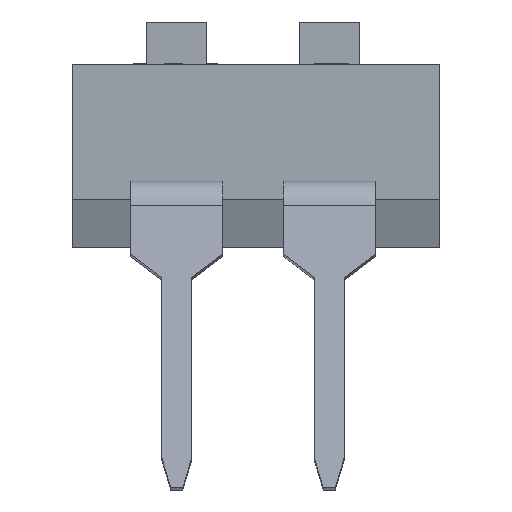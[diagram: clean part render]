
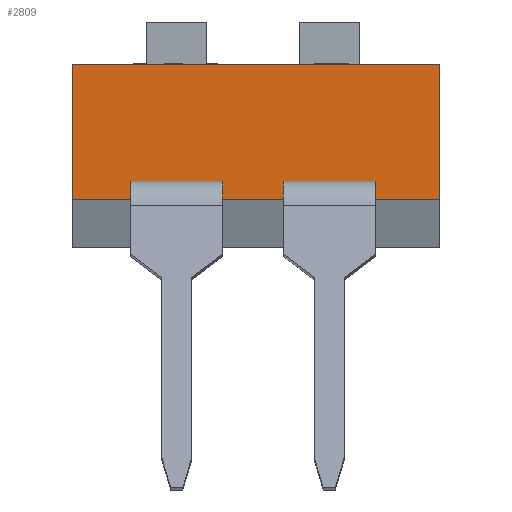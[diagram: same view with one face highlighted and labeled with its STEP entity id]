
A CAD part, front view. The second image highlights one B-rep face of the part: STEP entity #2809.
In plain terms, the highlighted planar face has unit normal (0, -1, 0).
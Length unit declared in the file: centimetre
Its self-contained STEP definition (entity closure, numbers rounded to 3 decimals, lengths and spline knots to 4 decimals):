
#24=FACE_BOUND('',#409,.T.);
#25=FACE_BOUND('',#410,.T.);
#252=FACE_OUTER_BOUND('',#408,.T.);
#408=EDGE_LOOP('',(#2524,#2525,#2526,#2527));
#409=EDGE_LOOP('',(#2528,#2529,#2530,#2531));
#410=EDGE_LOOP('',(#2532,#2533,#2534,#2535));
#430=LINE('',#3579,#762);
#436=LINE('',#3595,#768);
#442=LINE('',#3611,#774);
#452=LINE('',#3630,#784);
#468=LINE('',#3664,#800);
#474=LINE('',#3680,#806);
#480=LINE('',#3696,#812);
#490=LINE('',#3715,#822);
#709=LINE('',#4680,#1041);
#755=LINE('',#4775,#1087);
#758=LINE('',#4780,#1090);
#759=LINE('',#4781,#1091);
#762=VECTOR('',#2969,1.);
#768=VECTOR('',#2981,1.);
#774=VECTOR('',#2997,1.);
#784=VECTOR('',#3011,1.);
#800=VECTOR('',#3045,1.);
#806=VECTOR('',#3057,1.);
#812=VECTOR('',#3073,1.);
#822=VECTOR('',#3087,1.);
#1041=VECTOR('',#3474,1.);
#1087=VECTOR('',#3558,1.);
#1090=VECTOR('',#3565,1.);
#1091=VECTOR('',#3566,1.);
#1094=VERTEX_POINT('',#3577);
#1095=VERTEX_POINT('',#3578);
#1102=VERTEX_POINT('',#3594);
#1107=VERTEX_POINT('',#3610);
#1122=VERTEX_POINT('',#3662);
#1123=VERTEX_POINT('',#3663);
#1130=VERTEX_POINT('',#3679);
#1135=VERTEX_POINT('',#3695);
#1325=VERTEX_POINT('',#4674);
#1327=VERTEX_POINT('',#4678);
#1355=VERTEX_POINT('',#4769);
#1357=VERTEX_POINT('',#4773);
#1358=EDGE_CURVE('',#1094,#1095,#430,.T.);
#1366=EDGE_CURVE('',#1102,#1094,#436,.T.);
#1374=EDGE_CURVE('',#1095,#1107,#442,.T.);
#1384=EDGE_CURVE('',#1107,#1102,#452,.T.);
#1400=EDGE_CURVE('',#1122,#1123,#468,.T.);
#1408=EDGE_CURVE('',#1130,#1122,#474,.T.);
#1416=EDGE_CURVE('',#1123,#1135,#480,.T.);
#1426=EDGE_CURVE('',#1135,#1130,#490,.T.);
#1703=EDGE_CURVE('',#1325,#1327,#709,.T.);
#1749=EDGE_CURVE('',#1355,#1357,#755,.T.);
#1752=EDGE_CURVE('',#1357,#1325,#758,.T.);
#1753=EDGE_CURVE('',#1355,#1327,#759,.T.);
#2524=ORIENTED_EDGE('',*,*,#1749,.T.);
#2525=ORIENTED_EDGE('',*,*,#1752,.T.);
#2526=ORIENTED_EDGE('',*,*,#1703,.T.);
#2527=ORIENTED_EDGE('',*,*,#1753,.F.);
#2528=ORIENTED_EDGE('',*,*,#1366,.T.);
#2529=ORIENTED_EDGE('',*,*,#1358,.T.);
#2530=ORIENTED_EDGE('',*,*,#1374,.T.);
#2531=ORIENTED_EDGE('',*,*,#1384,.T.);
#2532=ORIENTED_EDGE('',*,*,#1408,.T.);
#2533=ORIENTED_EDGE('',*,*,#1400,.T.);
#2534=ORIENTED_EDGE('',*,*,#1416,.T.);
#2535=ORIENTED_EDGE('',*,*,#1426,.T.);
#2662=PLANE('',#2961);
#2809=ADVANCED_FACE('',(#252,#24,#25),#2662,.T.);
#2961=AXIS2_PLACEMENT_3D('',#4779,#3563,#3564);
#2969=DIRECTION('',(0.,0.,-1.));
#2981=DIRECTION('',(1.,0.,0.));
#2997=DIRECTION('',(-1.,0.,0.));
#3011=DIRECTION('',(0.,0.,1.));
#3045=DIRECTION('',(0.,0.,-1.));
#3057=DIRECTION('',(1.,0.,0.));
#3073=DIRECTION('',(-1.,0.,0.));
#3087=DIRECTION('',(0.,0.,1.));
#3474=DIRECTION('',(-1.,0.,0.));
#3558=DIRECTION('',(1.,0.,0.));
#3563=DIRECTION('center_axis',(0.,-1.,0.));
#3564=DIRECTION('ref_axis',(0.,0.,-1.));
#3565=DIRECTION('',(0.,0.,1.));
#3566=DIRECTION('',(0.,0.,1.));
#3577=CARTESIAN_POINT('',(0.199,-0.315,0.11));
#3578=CARTESIAN_POINT('',(0.199,-0.315,0.085));
#3579=CARTESIAN_POINT('',(0.199,-0.315,0.0572));
#3594=CARTESIAN_POINT('',(0.045,-0.315,0.11));
#3595=CARTESIAN_POINT('',(0.214,-0.315,0.11));
#3610=CARTESIAN_POINT('',(0.045,-0.315,0.085));
#3611=CARTESIAN_POINT('',(0.214,-0.315,0.085));
#3630=CARTESIAN_POINT('',(0.045,-0.315,0.055));
#3662=CARTESIAN_POINT('',(-0.055,-0.315,0.11));
#3663=CARTESIAN_POINT('',(-0.055,-0.315,0.085));
#3664=CARTESIAN_POINT('',(-0.055,-0.315,0.0572));
#3679=CARTESIAN_POINT('',(-0.209,-0.315,0.11));
#3680=CARTESIAN_POINT('',(0.087,-0.315,0.11));
#3695=CARTESIAN_POINT('',(-0.209,-0.315,0.085));
#3696=CARTESIAN_POINT('',(0.087,-0.315,0.085));
#3715=CARTESIAN_POINT('',(-0.209,-0.315,0.055));
#4674=CARTESIAN_POINT('',(0.306,-0.315,0.305));
#4678=CARTESIAN_POINT('',(-0.306,-0.315,0.305));
#4680=CARTESIAN_POINT('',(0.306,-0.315,0.305));
#4769=CARTESIAN_POINT('',(-0.306,-0.315,0.08));
#4773=CARTESIAN_POINT('',(0.306,-0.315,0.08));
#4775=CARTESIAN_POINT('',(0.306,-0.315,0.08));
#4779=CARTESIAN_POINT('Origin',(0.306,-0.315,0.));
#4780=CARTESIAN_POINT('',(0.306,-0.315,0.));
#4781=CARTESIAN_POINT('',(-0.306,-0.315,0.));
